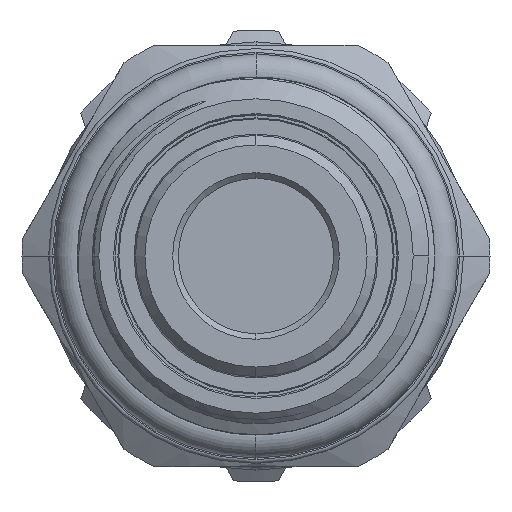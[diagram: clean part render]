
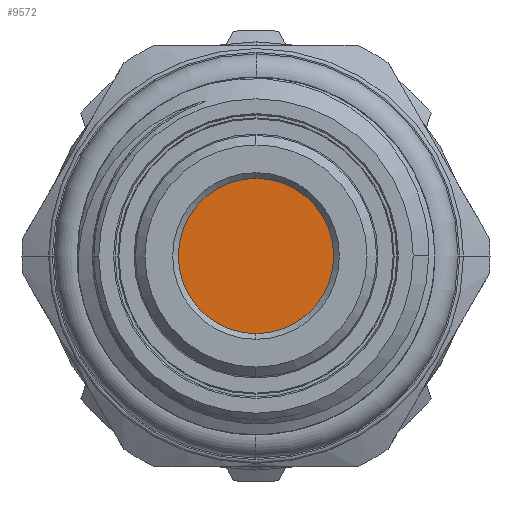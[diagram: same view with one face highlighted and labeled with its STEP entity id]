
A CAD part, left-side view. The second image highlights one B-rep face of the part: STEP entity #9572.
In plain terms, the highlighted planar face has unit normal (-1, 0, 0).
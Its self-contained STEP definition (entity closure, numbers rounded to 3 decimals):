
#103 = PLANE ( 'NONE',  #9957 ) ;
#629 = CARTESIAN_POINT ( 'NONE',  ( 4.339, 0., -4.09 ) ) ;
#1455 = DIRECTION ( 'NONE',  ( 1., 0., 0. ) ) ;
#1664 = FACE_OUTER_BOUND ( 'NONE', #2648, .T. ) ;
#1789 = DIRECTION ( 'NONE',  ( 0., 0., -1. ) ) ;
#1822 = DIRECTION ( 'NONE',  ( 1., 0., 0. ) ) ;
#1982 = AXIS2_PLACEMENT_3D ( 'NONE', #9507, #1455, #6430 ) ;
#2648 = EDGE_LOOP ( 'NONE', ( #6814, #5306 ) ) ;
#2711 = EDGE_CURVE ( 'NONE', #3941, #5045, #9742, .T. ) ;
#3941 = VERTEX_POINT ( 'NONE', #8765 ) ;
#5045 = VERTEX_POINT ( 'NONE', #629 ) ;
#5219 = EDGE_CURVE ( 'NONE', #5045, #3941, #7242, .T. ) ;
#5306 = ORIENTED_EDGE ( 'NONE', *, *, #5219, .F. ) ;
#5407 = DIRECTION ( 'NONE',  ( 0., 0., -1. ) ) ;
#6430 = DIRECTION ( 'NONE',  ( 0., 0., -1. ) ) ;
#6623 = CARTESIAN_POINT ( 'NONE',  ( 4.339, 0., 0. ) ) ;
#6814 = ORIENTED_EDGE ( 'NONE', *, *, #2711, .F. ) ;
#6829 = AXIS2_PLACEMENT_3D ( 'NONE', #7811, #9407, #5407 ) ;
#7242 = CIRCLE ( 'NONE', #6829, 4.09 ) ;
#7811 = CARTESIAN_POINT ( 'NONE',  ( 4.339, 0., 0. ) ) ;
#8765 = CARTESIAN_POINT ( 'NONE',  ( 4.339, 0., 4.09 ) ) ;
#9407 = DIRECTION ( 'NONE',  ( 1., 0., 0. ) ) ;
#9507 = CARTESIAN_POINT ( 'NONE',  ( 4.339, 0., 0. ) ) ;
#9572 = ADVANCED_FACE ( 'NONE', ( #1664 ), #103, .F. ) ;
#9742 = CIRCLE ( 'NONE', #1982, 4.09 ) ;
#9957 = AXIS2_PLACEMENT_3D ( 'NONE', #6623, #1822, #1789 ) ;
